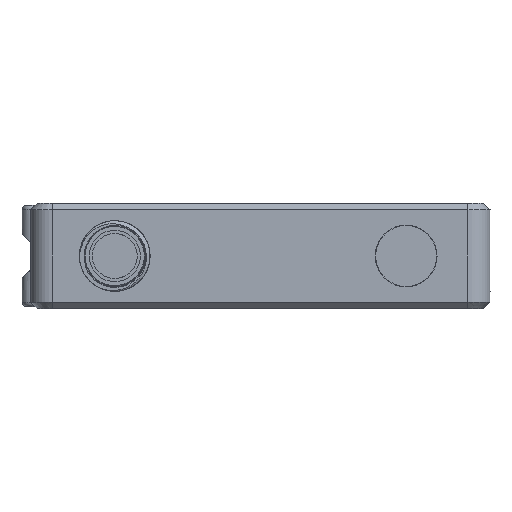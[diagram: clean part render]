
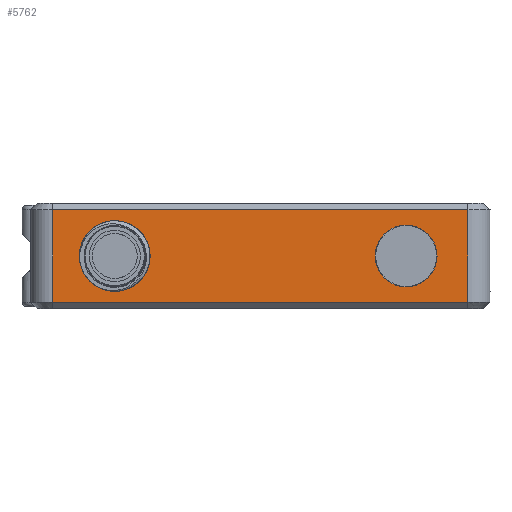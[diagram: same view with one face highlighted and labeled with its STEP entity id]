
A CAD part, left-side view. The second image highlights one B-rep face of the part: STEP entity #5762.
In plain terms, the highlighted planar face has unit normal (-1, 0, 0).
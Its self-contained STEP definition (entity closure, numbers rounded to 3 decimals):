
#297=DIRECTION('',(0.,-1.,0.));
#298=VECTOR('',#297,47.);
#299=CARTESIAN_POINT('',(-50.,23.5,5.25));
#300=LINE('',#299,#298);
#301=DIRECTION('',(0.,0.,-1.));
#302=VECTOR('',#301,10.5);
#303=CARTESIAN_POINT('',(-50.,-23.5,5.25));
#304=LINE('',#303,#302);
#305=DIRECTION('',(0.,1.,0.));
#306=VECTOR('',#305,47.);
#307=CARTESIAN_POINT('',(-50.,-23.5,
-5.25));
#308=LINE('',#307,#306);
#309=DIRECTION('',(0.,0.,-1.));
#310=VECTOR('',#309,10.5);
#311=CARTESIAN_POINT('',(-50.,23.5,5.25));
#312=LINE('',#311,#310);
#313=CARTESIAN_POINT('',(-50.,-16.5,0.));
#314=DIRECTION('',(1.,0.,0.));
#315=DIRECTION('',(0.,1.,0.));
#316=AXIS2_PLACEMENT_3D('',#313,#314,#315);
#318=CARTESIAN_POINT('',(-50.,-16.5,0.));
#319=DIRECTION('',(1.,0.,0.));
#320=DIRECTION('',(0.,-1.,0.));
#321=AXIS2_PLACEMENT_3D('',#318,#319,#320);
#323=CARTESIAN_POINT('',(-50.,16.5,0.));
#324=DIRECTION('',(-1.,0.,0.));
#325=DIRECTION('',(0.,0.,1.));
#326=AXIS2_PLACEMENT_3D('',#323,#324,#325);
#328=CARTESIAN_POINT('',(-50.,16.5,0.));
#329=DIRECTION('',(-1.,0.,0.));
#330=DIRECTION('',(0.,0.,-1.));
#331=AXIS2_PLACEMENT_3D('',#328,#329,#330);
#4882=CARTESIAN_POINT('',(-50.,-13.,0.));
#4883=CARTESIAN_POINT('',(-50.,-20.,0.));
#4884=VERTEX_POINT('',#4882);
#4885=VERTEX_POINT('',#4883);
#4950=CARTESIAN_POINT('',(-50.,23.5,5.25));
#4951=CARTESIAN_POINT('',(-50.,-23.5,
5.25));
#4952=VERTEX_POINT('',#4950);
#4953=VERTEX_POINT('',#4951);
#4974=CARTESIAN_POINT('',(-50.,-23.5,
-5.25));
#4975=CARTESIAN_POINT('',(-50.,23.5,
-5.25));
#4976=VERTEX_POINT('',#4974);
#4977=VERTEX_POINT('',#4975);
#5391=CARTESIAN_POINT('',(-50.,16.5,3.05));
#5392=CARTESIAN_POINT('',(-50.,16.5,-3.05));
#5393=VERTEX_POINT('',#5391);
#5394=VERTEX_POINT('',#5392);
#5736=CARTESIAN_POINT('',(-50.,26.,-6.));
#5737=DIRECTION('',(-1.,0.,0.));
#5738=DIRECTION('',(0.,-1.,0.));
#5739=AXIS2_PLACEMENT_3D('',#5736,#5737,#5738);
#5740=PLANE('',#5739);
#5742=ORIENTED_EDGE('',*,*,#5741,.T.);
#5744=ORIENTED_EDGE('',*,*,#5743,.T.);
#5745=ORIENTED_EDGE('',*,*,#5727,.T.);
#5747=ORIENTED_EDGE('',*,*,#5746,.F.);
#5748=EDGE_LOOP('',(#5742,#5744,#5745,#5747));
#5749=FACE_OUTER_BOUND('',#5748,.F.);
#5751=ORIENTED_EDGE('',*,*,#5750,.F.);
#5753=ORIENTED_EDGE('',*,*,#5752,.F.);
#5754=EDGE_LOOP('',(#5751,#5753));
#5755=FACE_BOUND('',#5754,.F.);
#5757=ORIENTED_EDGE('',*,*,#5756,.T.);
#5759=ORIENTED_EDGE('',*,*,#5758,.T.);
#5760=EDGE_LOOP('',(#5757,#5759));
#5761=FACE_BOUND('',#5760,.F.);
#5762=ADVANCED_FACE('',(#5749,#5755,#5761),#5740,.T.);
#317=CIRCLE('',#316,3.5);
#322=CIRCLE('',#321,3.5);
#327=CIRCLE('',#326,3.05);
#332=CIRCLE('',#331,3.05);
#5727=EDGE_CURVE('',#4976,#4977,#308,.T.);
#5741=EDGE_CURVE('',#4952,#4953,#300,.T.);
#5743=EDGE_CURVE('',#4953,#4976,#304,.T.);
#5746=EDGE_CURVE('',#4952,#4977,#312,.T.);
#5750=EDGE_CURVE('',#4884,#4885,#317,.T.);
#5752=EDGE_CURVE('',#4885,#4884,#322,.T.);
#5756=EDGE_CURVE('',#5393,#5394,#327,.T.);
#5758=EDGE_CURVE('',#5394,#5393,#332,.T.);
